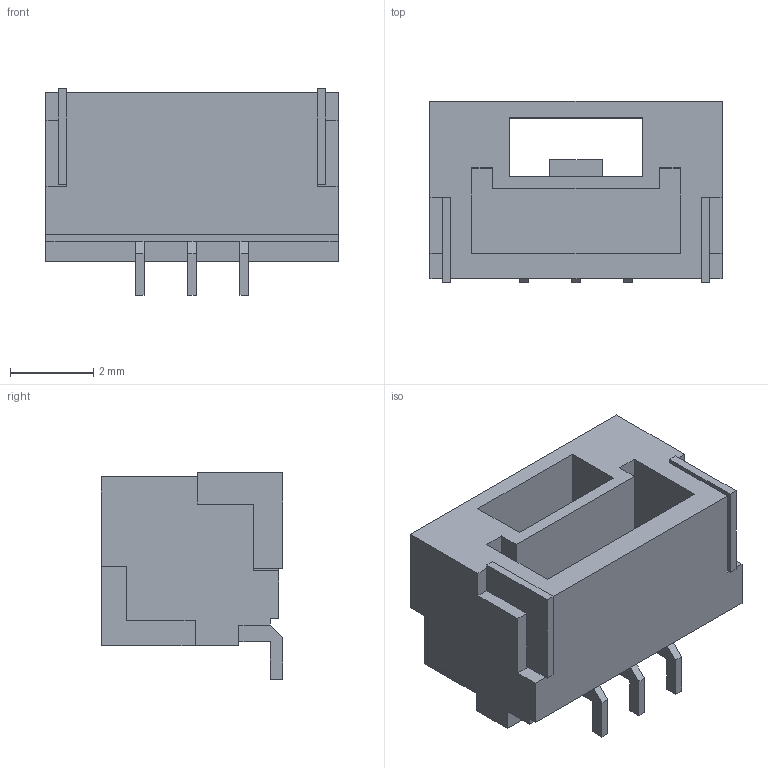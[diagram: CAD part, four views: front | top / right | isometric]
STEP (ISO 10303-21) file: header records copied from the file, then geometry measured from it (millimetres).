
FILE_DESCRIPTION (( 'STEP AP214' ), '1' );
FILE_NAME ('SM03B-GHS-TB.STEP', '2018-06-26T15:51:09', ( '' ), ( '' ), 'SwSTEP 2.0', 'SolidWorks 2016', '' );
FILE_SCHEMA (( 'AUTOMOTIVE_DESIGN' ));
Length unit declared in the file: millimetre
Products named in the file (1): SM03B-GHS-TB
Bounding box: 7 x 4.35 x 4.95 mm (x, y, z)
Volume: 74.9 mm3; surface area: 226.5 mm2
Topology: 1 solids, 1 shells, 84 faces, 230 edges, 150 vertices
Faces by surface type: plane 84
Entity records: 3545 total; most frequent: CARTESIAN_POINT 465, ORIENTED_EDGE 460, DIRECTION 400, EDGE_CURVE 230, VECTOR 230, LINE 230, VERTEX_POINT 150, EDGE_LOOP 88
